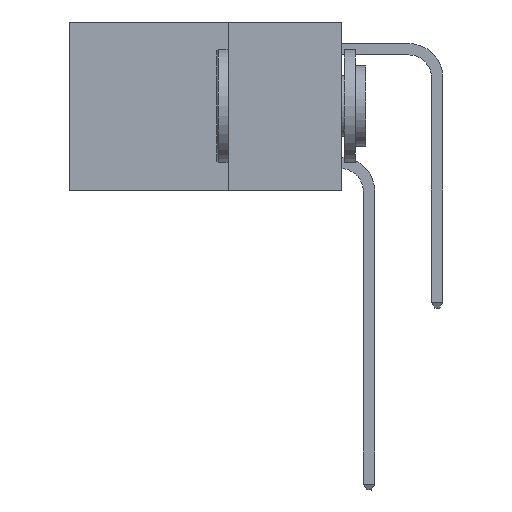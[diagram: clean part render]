
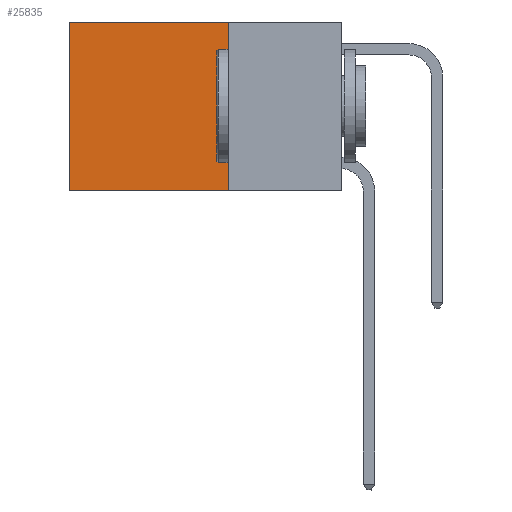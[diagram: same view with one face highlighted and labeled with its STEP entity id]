
A CAD part, left-side view. The second image highlights one B-rep face of the part: STEP entity #25835.
In plain terms, the highlighted planar face has unit normal (-1, 0, 0).
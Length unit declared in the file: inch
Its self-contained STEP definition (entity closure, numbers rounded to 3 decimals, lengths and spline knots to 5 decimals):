
#3697 = DIRECTION ( 'NONE',  ( 0., 1., 0. ) ) ;
#4186 = FACE_OUTER_BOUND ( 'NONE', #16788, .T. ) ;
#4512 = CARTESIAN_POINT ( 'NONE',  ( 0.2625, 0.6, 0. ) ) ;
#6348 = CARTESIAN_POINT ( 'NONE',  ( 0.2625, 0.25, 0. ) ) ;
#6750 = EDGE_CURVE ( 'NONE', #24210, #13007, #25820, .T. ) ;
#7222 = CARTESIAN_POINT ( 'NONE',  ( 0.2625, 0.25, -0.37 ) ) ;
#7555 = EDGE_CURVE ( 'NONE', #21673, #19223, #22787, .T. ) ;
#8107 = CARTESIAN_POINT ( 'NONE',  ( 0.2625, 0.25, -0.37 ) ) ;
#8800 = EDGE_CURVE ( 'NONE', #13007, #19223, #29025, .T. ) ;
#9076 = AXIS2_PLACEMENT_3D ( 'NONE', #22047, #11134, #9787 ) ;
#9787 = DIRECTION ( 'NONE',  ( 0., 0., -1. ) ) ;
#10533 = VECTOR ( 'NONE', #3697, 39.37008 ) ;
#11134 = DIRECTION ( 'NONE',  ( 1., 0., 0. ) ) ;
#12599 = VECTOR ( 'NONE', #24585, 39.37008 ) ;
#13007 = VERTEX_POINT ( 'NONE', #26049 ) ;
#13251 = CARTESIAN_POINT ( 'NONE',  ( 0.2625, 0.25, 0. ) ) ;
#15615 = CARTESIAN_POINT ( 'NONE',  ( 0.2625, 0.6, -0.37 ) ) ;
#15979 = PLANE ( 'NONE',  #9076 ) ;
#16788 = EDGE_LOOP ( 'NONE', ( #30745, #26802, #20482, #26027 ) ) ;
#19189 = VECTOR ( 'NONE', #26211, 39.37008 ) ;
#19223 = VERTEX_POINT ( 'NONE', #15615 ) ;
#19739 = EDGE_CURVE ( 'NONE', #24210, #21673, #26047, .T. ) ;
#20482 = ORIENTED_EDGE ( 'NONE', *, *, #19739, .F. ) ;
#21441 = DIRECTION ( 'NONE',  ( 0., 0., -1. ) ) ;
#21673 = VERTEX_POINT ( 'NONE', #7222 ) ;
#22047 = CARTESIAN_POINT ( 'NONE',  ( 0.2625, 0.25, 0. ) ) ;
#22787 = LINE ( 'NONE', #8107, #12599 ) ;
#24210 = VERTEX_POINT ( 'NONE', #27634 ) ;
#24585 = DIRECTION ( 'NONE',  ( 0., 1., 0. ) ) ;
#25820 = LINE ( 'NONE', #13251, #10533 ) ;
#25835 = ADVANCED_FACE ( 'NONE', ( #4186 ), #15979, .F. ) ;
#26027 = ORIENTED_EDGE ( 'NONE', *, *, #6750, .T. ) ;
#26047 = LINE ( 'NONE', #6348, #19189 ) ;
#26049 = CARTESIAN_POINT ( 'NONE',  ( 0.2625, 0.6, 0. ) ) ;
#26211 = DIRECTION ( 'NONE',  ( 0., 0., -1. ) ) ;
#26802 = ORIENTED_EDGE ( 'NONE', *, *, #7555, .F. ) ;
#27634 = CARTESIAN_POINT ( 'NONE',  ( 0.2625, 0.25, 0. ) ) ;
#29025 = LINE ( 'NONE', #4512, #29148 ) ;
#29148 = VECTOR ( 'NONE', #21441, 39.37008 ) ;
#30745 = ORIENTED_EDGE ( 'NONE', *, *, #8800, .T. ) ;
